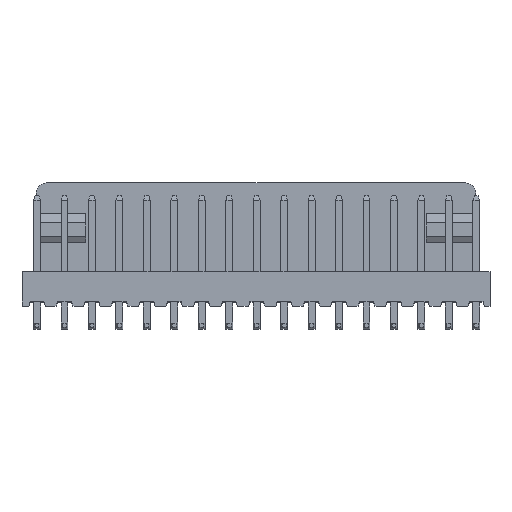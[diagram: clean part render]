
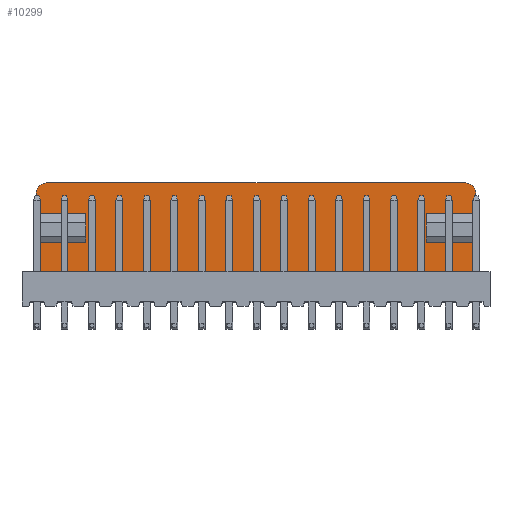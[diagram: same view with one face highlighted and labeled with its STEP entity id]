
A CAD part, top view. The second image highlights one B-rep face of the part: STEP entity #10299.
In plain terms, the highlighted planar face has unit normal (0, 0, 1).
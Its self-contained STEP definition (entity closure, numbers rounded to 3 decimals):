
#1574 = LINE ( 'NONE', #2722, #1579 ) ;
#1579 = VECTOR ( 'NONE', #2728, 1000. ) ;
#1586 = LINE ( 'NONE', #2737, #1589 ) ;
#1589 = VECTOR ( 'NONE', #2739, 1000. ) ;
#1602 = LINE ( 'NONE', #2742, #1609 ) ;
#1609 = VECTOR ( 'NONE', #2758, 1000. ) ;
#1618 = CIRCLE ( 'NONE', #11782, 1. ) ;
#1622 = LINE ( 'NONE', #2772, #1625 ) ;
#1624 = LINE ( 'NONE', #2774, #1627 ) ;
#1625 = VECTOR ( 'NONE', #2773, 1000. ) ;
#1627 = VECTOR ( 'NONE', #2776, 1000. ) ;
#1628 = LINE ( 'NONE', #2775, #1630 ) ;
#1629 = LINE ( 'NONE', #2782, #1632 ) ;
#1630 = VECTOR ( 'NONE', #2767, 1000. ) ;
#1631 = LINE ( 'NONE', #2784, #1634 ) ;
#1632 = VECTOR ( 'NONE', #2783, 1000. ) ;
#1633 = LINE ( 'NONE', #2786, #1636 ) ;
#1634 = VECTOR ( 'NONE', #2785, 1000. ) ;
#1635 = LINE ( 'NONE', #2788, #1638 ) ;
#1636 = VECTOR ( 'NONE', #2787, 1000. ) ;
#1637 = LINE ( 'NONE', #2790, #1640 ) ;
#1638 = VECTOR ( 'NONE', #2789, 1000. ) ;
#1639 = LINE ( 'NONE', #2792, #1642 ) ;
#1640 = VECTOR ( 'NONE', #2791, 1000. ) ;
#1641 = CIRCLE ( 'NONE', #11783, 1. ) ;
#1642 = VECTOR ( 'NONE', #2793, 1000. ) ;
#2722 = CARTESIAN_POINT ( 'NONE',  ( -6.657, 48.254, -4.64 ) ) ;
#2728 = DIRECTION ( 'NONE',  ( 1., 0., 0. ) ) ;
#2737 = CARTESIAN_POINT ( 'NONE',  ( -6.657, 50.926, -4.64 ) ) ;
#2739 = DIRECTION ( 'NONE',  ( 1., 0., 0. ) ) ;
#2742 = CARTESIAN_POINT ( 'NONE',  ( -6.657, 48.254, -4.64 ) ) ;
#2758 = DIRECTION ( 'NONE',  ( 1., 0., 0. ) ) ;
#2767 = DIRECTION ( 'NONE',  ( 0., 1., 0. ) ) ;
#2772 = CARTESIAN_POINT ( 'NONE',  ( -6.657, 50.926, -4.64 ) ) ;
#2773 = DIRECTION ( 'NONE',  ( 1., 0., 0. ) ) ;
#2774 = CARTESIAN_POINT ( 'NONE',  ( -6.657, 53.751, -4.64 ) ) ;
#2775 = CARTESIAN_POINT ( 'NONE',  ( -5.357, 53.751, -4.64 ) ) ;
#2776 = DIRECTION ( 'NONE',  ( 1., 0., 0. ) ) ;
#2779 = CARTESIAN_POINT ( 'NONE',  ( -4.357, 52.751, -4.64 ) ) ;
#2780 = DIRECTION ( 'NONE',  ( 0., 0., 1. ) ) ;
#2781 = DIRECTION ( 'NONE',  ( 1., 0., 0. ) ) ;
#2782 = CARTESIAN_POINT ( 'NONE',  ( -0.757, 14.041, -4.64 ) ) ;
#2783 = DIRECTION ( 'NONE',  ( 0., 1., 0. ) ) ;
#2784 = CARTESIAN_POINT ( 'NONE',  ( -5.357, 48.254, -4.64 ) ) ;
#2785 = DIRECTION ( 'NONE',  ( 0., 1., 0. ) ) ;
#2786 = CARTESIAN_POINT ( 'NONE',  ( -6.657, 45.547, -4.64 ) ) ;
#2787 = DIRECTION ( 'NONE',  ( 1., 0., 0. ) ) ;
#2788 = CARTESIAN_POINT ( 'NONE',  ( 35.343, 48.254, -4.64 ) ) ;
#2789 = DIRECTION ( 'NONE',  ( 0., -1., 0. ) ) ;
#2790 = CARTESIAN_POINT ( 'NONE',  ( 30.743, 14.041, -4.64 ) ) ;
#2791 = DIRECTION ( 'NONE',  ( 0., 1., 0. ) ) ;
#2792 = CARTESIAN_POINT ( 'NONE',  ( 35.343, 53.751, -4.64 ) ) ;
#2793 = DIRECTION ( 'NONE',  ( 0., -1., 0. ) ) ;
#2795 = CARTESIAN_POINT ( 'NONE',  ( 34.343, 52.751, -4.64 ) ) ;
#2796 = DIRECTION ( 'NONE',  ( 0., 0., 1. ) ) ;
#2797 = DIRECTION ( 'NONE',  ( 1., 0., 0. ) ) ;
#3878 = PLANE ( 'NONE',  #11827 ) ;
#3879 = CARTESIAN_POINT ( 'NONE',  ( -6.657, 53.751, -4.64 ) ) ;
#3884 = DIRECTION ( 'NONE',  ( 0., 0., 1. ) ) ;
#3885 = DIRECTION ( 'NONE',  ( 1., 0., 0. ) ) ;
#4034 = FACE_OUTER_BOUND ( 'NONE', #10250, .T. ) ;
#6960 = ORIENTED_EDGE ( 'NONE', *, *, #8572, .F. ) ;
#6961 = ORIENTED_EDGE ( 'NONE', *, *, #8573, .T. ) ;
#6962 = ORIENTED_EDGE ( 'NONE', *, *, #8574, .F. ) ;
#6963 = ORIENTED_EDGE ( 'NONE', *, *, #8553, .T. ) ;
#6964 = ORIENTED_EDGE ( 'NONE', *, *, #8575, .F. ) ;
#6965 = ORIENTED_EDGE ( 'NONE', *, *, #8548, .F. ) ;
#6966 = ORIENTED_EDGE ( 'NONE', *, *, #8576, .F. ) ;
#6967 = ORIENTED_EDGE ( 'NONE', *, *, #8577, .T. ) ;
#6968 = ORIENTED_EDGE ( 'NONE', *, *, #8578, .F. ) ;
#6969 = ORIENTED_EDGE ( 'NONE', *, *, #8563, .F. ) ;
#6970 = ORIENTED_EDGE ( 'NONE', *, *, #8579, .T. ) ;
#6971 = ORIENTED_EDGE ( 'NONE', *, *, #8571, .T. ) ;
#6972 = ORIENTED_EDGE ( 'NONE', *, *, #8580, .F. ) ;
#6973 = ORIENTED_EDGE ( 'NONE', *, *, #8581, .T. ) ;
#7361 = VERTEX_POINT ( 'NONE', #12186 ) ;
#7403 = VERTEX_POINT ( 'NONE', #12228 ) ;
#7408 = VERTEX_POINT ( 'NONE', #12233 ) ;
#7409 = VERTEX_POINT ( 'NONE', #12234 ) ;
#7411 = VERTEX_POINT ( 'NONE', #12236 ) ;
#7412 = VERTEX_POINT ( 'NONE', #12237 ) ;
#7417 = VERTEX_POINT ( 'NONE', #12242 ) ;
#7430 = VERTEX_POINT ( 'NONE', #12255 ) ;
#7432 = VERTEX_POINT ( 'NONE', #12257 ) ;
#7434 = VERTEX_POINT ( 'NONE', #12259 ) ;
#7503 = VERTEX_POINT ( 'NONE', #12328 ) ;
#7561 = VERTEX_POINT ( 'NONE', #12386 ) ;
#7563 = VERTEX_POINT ( 'NONE', #12388 ) ;
#7624 = VERTEX_POINT ( 'NONE', #12449 ) ;
#8548 = EDGE_CURVE ( 'NONE', #7361, #7561, #1574, .T. ) ;
#8553 = EDGE_CURVE ( 'NONE', #7624, #7563, #1586, .T. ) ;
#8563 = EDGE_CURVE ( 'NONE', #7409, #7411, #1602, .T. ) ;
#8571 = EDGE_CURVE ( 'NONE', #7408, #7503, #1622, .T. ) ;
#8572 = EDGE_CURVE ( 'NONE', #7412, #7432, #1624, .T. ) ;
#8573 = EDGE_CURVE ( 'NONE', #7412, #7434, #1618, .T. ) ;
#8574 = EDGE_CURVE ( 'NONE', #7624, #7434, #1628, .T. ) ;
#8575 = EDGE_CURVE ( 'NONE', #7561, #7563, #1629, .T. ) ;
#8576 = EDGE_CURVE ( 'NONE', #7403, #7361, #1631, .T. ) ;
#8577 = EDGE_CURVE ( 'NONE', #7403, #7430, #1633, .T. ) ;
#8578 = EDGE_CURVE ( 'NONE', #7411, #7430, #1635, .T. ) ;
#8579 = EDGE_CURVE ( 'NONE', #7409, #7408, #1637, .T. ) ;
#8580 = EDGE_CURVE ( 'NONE', #7417, #7503, #1639, .T. ) ;
#8581 = EDGE_CURVE ( 'NONE', #7417, #7432, #1641, .T. ) ;
#10250 = EDGE_LOOP ( 'NONE', ( #6960, #6961, #6962, #6963, #6964, #6965, #6966, #6967, #6968, #6969, #6970, #6971, #6972, #6973 ) ) ;
#10299 = ADVANCED_FACE ( 'NONE', ( #4034 ), #3878, .T. ) ;
#11782 = AXIS2_PLACEMENT_3D ( 'NONE', #2779, #2780, #2781 ) ;
#11783 = AXIS2_PLACEMENT_3D ( 'NONE', #2795, #2796, #2797 ) ;
#11827 = AXIS2_PLACEMENT_3D ( 'NONE', #3879, #3884, #3885 ) ;
#12186 = CARTESIAN_POINT ( 'NONE',  ( -5.357, 48.254, -4.64 ) ) ;
#12228 = CARTESIAN_POINT ( 'NONE',  ( -5.357, 45.547, -4.64 ) ) ;
#12233 = CARTESIAN_POINT ( 'NONE',  ( 30.743, 50.926, -4.64 ) ) ;
#12234 = CARTESIAN_POINT ( 'NONE',  ( 30.743, 48.254, -4.64 ) ) ;
#12236 = CARTESIAN_POINT ( 'NONE',  ( 35.343, 48.254, -4.64 ) ) ;
#12237 = CARTESIAN_POINT ( 'NONE',  ( -4.357, 53.751, -4.64 ) ) ;
#12242 = CARTESIAN_POINT ( 'NONE',  ( 35.343, 52.751, -4.64 ) ) ;
#12255 = CARTESIAN_POINT ( 'NONE',  ( 35.343, 45.547, -4.64 ) ) ;
#12257 = CARTESIAN_POINT ( 'NONE',  ( 34.343, 53.751, -4.64 ) ) ;
#12259 = CARTESIAN_POINT ( 'NONE',  ( -5.357, 52.751, -4.64 ) ) ;
#12328 = CARTESIAN_POINT ( 'NONE',  ( 35.343, 50.926, -4.64 ) ) ;
#12386 = CARTESIAN_POINT ( 'NONE',  ( -0.757, 48.254, -4.64 ) ) ;
#12388 = CARTESIAN_POINT ( 'NONE',  ( -0.757, 50.926, -4.64 ) ) ;
#12449 = CARTESIAN_POINT ( 'NONE',  ( -5.357, 50.926, -4.64 ) ) ;
